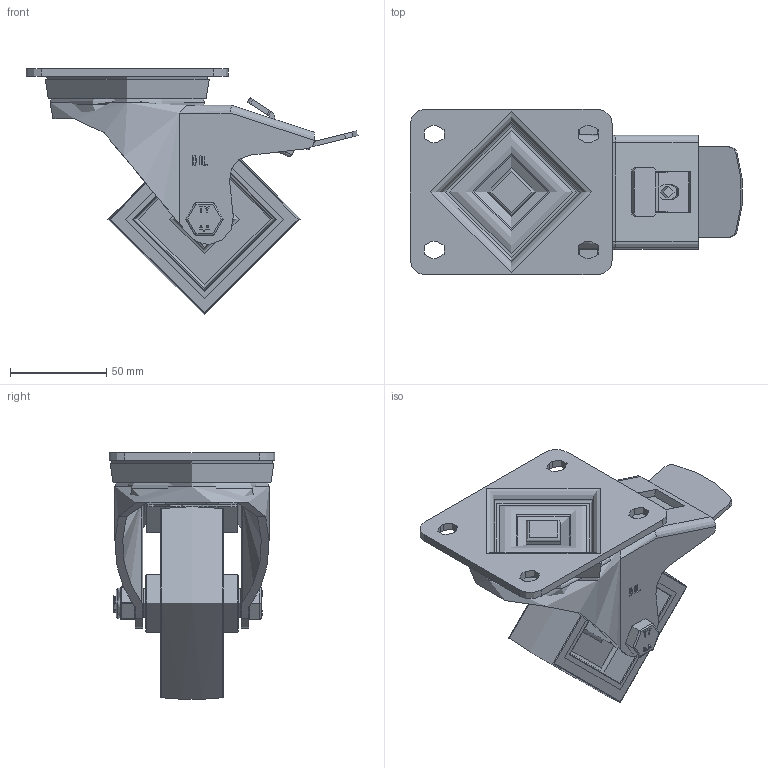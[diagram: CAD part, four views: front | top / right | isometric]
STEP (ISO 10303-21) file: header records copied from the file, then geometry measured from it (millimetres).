
FILE_DESCRIPTION(/* description */ (''),/* implementation_level */ '2;1');
FILE_NAME(/* name */ 'BZH100NPSWB.step',/* time_stamp */ '2025-06-03T11:02:13+01:00',/* author */ (''),/* organization */ (''),/* preprocessor_version */ 'ST-DEVELOPER v20.1',/* originating_system */ 'Autodesk Translation Framework v14.10.0.0',/* authorisation */ '');
FILE_SCHEMA (('AUTOMOTIVE_DESIGN { 1 0 10303 214 3 1 1 }'));
Length unit declared in the file: millimetre
Products named in the file (20): BZH100NPSWB; BZH100ASSWB v1; ZINC PLATED, PRESSED STEEL TOP PLATE; ZINC PLATED, PRESSED STEEL FORKS; BEARING SEAL; ZINC PLATED, PRESSED STEEL BRAKE PEDAL; BRAKE PAD; BRAKE PAD Geometry; BRAKE BOLT; BZH100WNP61 v1; POLYURETHANE TYRE; NYLON RIM; TUBEM15X50 v1; ZINC PLATED AXLE TUBE; HEXBOLTM10X70Z8.8 v2; GRADE 8.8 THREADED ZINC PLATED BOLT; NYLOCM10Z v1; NYLOC NUT; RUBBER; NUT
Assembly tree (19 placements, depth 4):
  BZH100NPSWB
    BZH100ASSWB v1
      ZINC PLATED, PRESSED STEEL TOP PLATE
      ZINC PLATED, PRESSED STEEL FORKS
      BEARING SEAL
      ZINC PLATED, PRESSED STEEL BRAKE PEDAL
      BRAKE PAD
        BRAKE PAD Geometry
        BRAKE BOLT
    BZH100WNP61 v1
      POLYURETHANE TYRE
      NYLON RIM
    TUBEM15X50 v1
      ZINC PLATED AXLE TUBE
    HEXBOLTM10X70Z8.8 v2
      GRADE 8.8 THREADED ZINC PLATED BOLT
    NYLOCM10Z v1
      NYLOC NUT
        RUBBER
        NUT
Bounding box: 172.17 x 86 x 127.89 mm (x, y, z)
Volume: 324977.5 mm3; surface area: 145736.6 mm2
Topology: 12 solids, 12 shells, 606 faces, 1573 edges, 1013 vertices
Faces by surface type: plane 316, cylinder 194, bspline 51, torus 22, sphere 12, cone 11
Full cylindrical faces by diameter (mm): 6 x2, 8.141 x18, 9.85 x19, 10 x3, 10.2 x2, 10.5 x1, 12 x2, 15 x1, 15.4 x1, 16 x2, 20 x1, 25 x2, 30 x2, 31 x1, 32 x1, 60 x1, 72 x1, 80 x1, 82 x2
Entity records: 25282 total; most frequent: CARTESIAN_POINT 9955, ORIENTED_EDGE 3146, DIRECTION 3019, EDGE_CURVE 1573, AXIS2_PLACEMENT_3D 1045, VERTEX_POINT 1013, LINE 929, VECTOR 929
